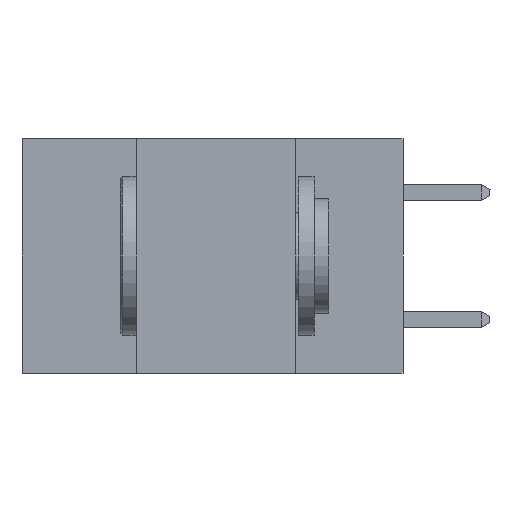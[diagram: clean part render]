
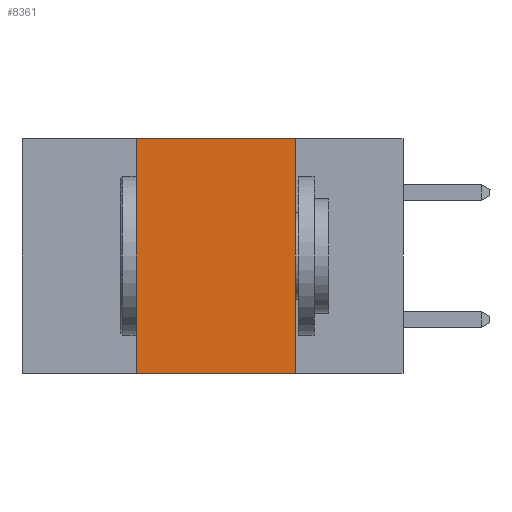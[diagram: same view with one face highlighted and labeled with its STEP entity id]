
A CAD part, left-side view. The second image highlights one B-rep face of the part: STEP entity #8361.
In plain terms, the highlighted planar face has unit normal (-1, 0, 0).
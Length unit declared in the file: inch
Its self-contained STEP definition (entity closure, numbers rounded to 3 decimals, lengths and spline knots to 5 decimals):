
#393 = DIRECTION ( 'NONE',  ( 0., 0., -1. ) ) ;
#1294 = EDGE_CURVE ( 'NONE', #18989, #9719, #12348, .T. ) ;
#3728 = CARTESIAN_POINT ( 'NONE',  ( 0., 0.6, -0.37 ) ) ;
#4844 = VERTEX_POINT ( 'NONE', #30815 ) ;
#7532 = CARTESIAN_POINT ( 'NONE',  ( 0., 0.6, 0. ) ) ;
#8361 = ADVANCED_FACE ( 'NONE', ( #35445 ), #42387, .F. ) ;
#9719 = VERTEX_POINT ( 'NONE', #18346 ) ;
#11083 = DIRECTION ( 'NONE',  ( 1., 0., 0. ) ) ;
#11876 = EDGE_CURVE ( 'NONE', #18989, #4844, #13212, .T. ) ;
#12071 = VECTOR ( 'NONE', #22453, 39.37008 ) ;
#12348 = LINE ( 'NONE', #3728, #21743 ) ;
#13212 = LINE ( 'NONE', #18899, #12071 ) ;
#14330 = AXIS2_PLACEMENT_3D ( 'NONE', #7532, #11083, #35492 ) ;
#14826 = EDGE_CURVE ( 'NONE', #28467, #9719, #41267, .T. ) ;
#17191 = LINE ( 'NONE', #29785, #42792 ) ;
#18346 = CARTESIAN_POINT ( 'NONE',  ( 0., 0.17, -0.37 ) ) ;
#18899 = CARTESIAN_POINT ( 'NONE',  ( 0., 0.42, 0. ) ) ;
#18989 = VERTEX_POINT ( 'NONE', #20871 ) ;
#20226 = ORIENTED_EDGE ( 'NONE', *, *, #11876, .F. ) ;
#20871 = CARTESIAN_POINT ( 'NONE',  ( 0., 0.42, -0.37 ) ) ;
#21743 = VECTOR ( 'NONE', #35329, 39.37008 ) ;
#22453 = DIRECTION ( 'NONE',  ( 0., 0., 1. ) ) ;
#23041 = CARTESIAN_POINT ( 'NONE',  ( 0., 0.17, 0. ) ) ;
#24096 = ORIENTED_EDGE ( 'NONE', *, *, #14826, .F. ) ;
#28467 = VERTEX_POINT ( 'NONE', #23041 ) ;
#29785 = CARTESIAN_POINT ( 'NONE',  ( 0., 0.6, 0. ) ) ;
#29936 = DIRECTION ( 'NONE',  ( 0., -1., 0. ) ) ;
#30815 = CARTESIAN_POINT ( 'NONE',  ( 0., 0.42, 0. ) ) ;
#31967 = VECTOR ( 'NONE', #393, 39.37008 ) ;
#33258 = EDGE_LOOP ( 'NONE', ( #24096, #41987, #20226, #37023 ) ) ;
#35329 = DIRECTION ( 'NONE',  ( 0., -1., 0. ) ) ;
#35445 = FACE_OUTER_BOUND ( 'NONE', #33258, .T. ) ;
#35492 = DIRECTION ( 'NONE',  ( 0., 0., -1. ) ) ;
#37023 = ORIENTED_EDGE ( 'NONE', *, *, #1294, .T. ) ;
#38978 = CARTESIAN_POINT ( 'NONE',  ( 0., 0.17, 0. ) ) ;
#39270 = EDGE_CURVE ( 'NONE', #4844, #28467, #17191, .T. ) ;
#41267 = LINE ( 'NONE', #38978, #31967 ) ;
#41987 = ORIENTED_EDGE ( 'NONE', *, *, #39270, .F. ) ;
#42387 = PLANE ( 'NONE',  #14330 ) ;
#42792 = VECTOR ( 'NONE', #29936, 39.37008 ) ;
